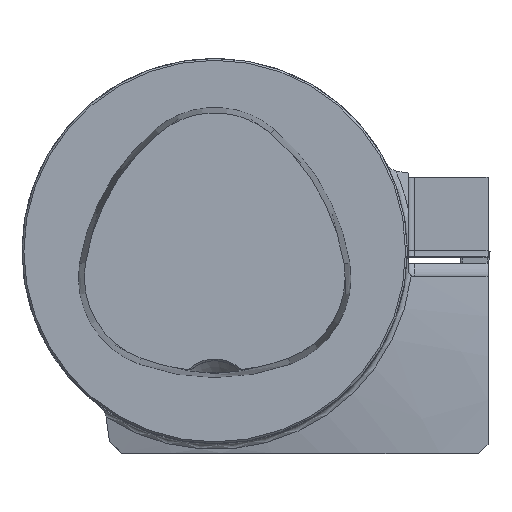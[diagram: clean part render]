
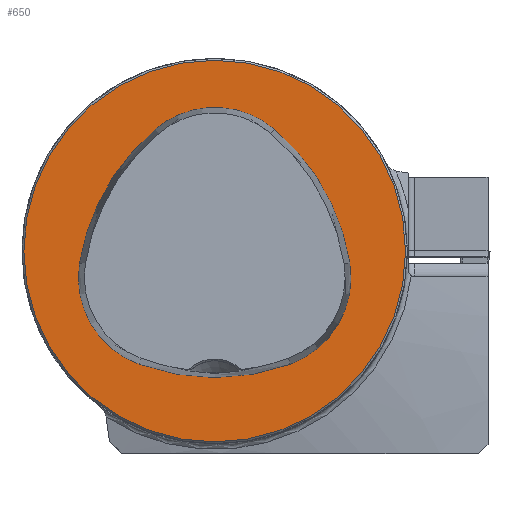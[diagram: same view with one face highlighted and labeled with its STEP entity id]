
A CAD part, top view. The second image highlights one B-rep face of the part: STEP entity #650.
In plain terms, the highlighted planar face has unit normal (0, 0, 1).
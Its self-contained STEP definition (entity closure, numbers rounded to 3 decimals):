
#113=FACE_BOUND('',#891,.T.);
#114=FACE_BOUND('',#892,.T.);
#179=PLANE('',#2332);
#650=ADVANCED_FACE('CU_FL_N1_SU_1',(#113,#114),#179,.T.);
#891=EDGE_LOOP('',(#1243,#1244,#1245,#1246,#1247,#1248));
#892=EDGE_LOOP('',(#1249));
#996=CIRCLE('',#2323,36.075);
#998=CIRCLE('',#2326,36.075);
#999=CIRCLE('',#2327,15.075);
#1000=CIRCLE('',#2328,15.075);
#1001=CIRCLE('',#2329,36.075);
#1002=CIRCLE('',#2330,15.075);
#1003=CIRCLE('',#2331,31.2);
#1243=ORIENTED_EDGE('',*,*,#2013,.F.);
#1244=ORIENTED_EDGE('',*,*,#2014,.F.);
#1245=ORIENTED_EDGE('',*,*,#2006,.F.);
#1246=ORIENTED_EDGE('',*,*,#2015,.F.);
#1247=ORIENTED_EDGE('',*,*,#2016,.F.);
#1248=ORIENTED_EDGE('',*,*,#2017,.F.);
#1249=ORIENTED_EDGE('',*,*,#2018,.T.);
#1771=VERTEX_POINT('',#3691);
#1772=VERTEX_POINT('',#3693);
#1778=VERTEX_POINT('',#3725);
#1779=VERTEX_POINT('',#3726);
#1780=VERTEX_POINT('',#3729);
#1781=VERTEX_POINT('',#3731);
#1782=VERTEX_POINT('',#3734);
#2006=EDGE_CURVE('',#1771,#1772,#996,.T.);
#2013=EDGE_CURVE('',#1778,#1779,#998,.T.);
#2014=EDGE_CURVE('',#1772,#1778,#999,.T.);
#2015=EDGE_CURVE('',#1780,#1771,#1000,.T.);
#2016=EDGE_CURVE('',#1781,#1780,#1001,.T.);
#2017=EDGE_CURVE('',#1779,#1781,#1002,.T.);
#2018=EDGE_CURVE('',#1782,#1782,#1003,.T.);
#2323=AXIS2_PLACEMENT_3D('',#3692,#2666,#2667);
#2326=AXIS2_PLACEMENT_3D('',#3724,#2673,#2674);
#2327=AXIS2_PLACEMENT_3D('',#3727,#2675,#2676);
#2328=AXIS2_PLACEMENT_3D('',#3728,#2677,#2678);
#2329=AXIS2_PLACEMENT_3D('',#3730,#2679,#2680);
#2330=AXIS2_PLACEMENT_3D('',#3732,#2681,#2682);
#2331=AXIS2_PLACEMENT_3D('',#3733,#2683,#2684);
#2332=AXIS2_PLACEMENT_3D('',#3735,#2685,#2686);
#2666=DIRECTION('',(0.,0.,1.));
#2667=DIRECTION('',(-1.,0.,0.));
#2673=DIRECTION('',(0.,0.,1.));
#2674=DIRECTION('',(-1.,0.,0.));
#2675=DIRECTION('',(0.,0.,1.));
#2676=DIRECTION('',(-1.,0.,0.));
#2677=DIRECTION('',(0.,0.,1.));
#2678=DIRECTION('',(-1.,0.,0.));
#2679=DIRECTION('',(0.,0.,1.));
#2680=DIRECTION('',(-1.,0.,0.));
#2681=DIRECTION('',(0.,0.,1.));
#2682=DIRECTION('',(-1.,0.,0.));
#2683=DIRECTION('',(0.,0.,1.));
#2684=DIRECTION('',(-1.,0.,0.));
#2685=DIRECTION('',(0.,0.,1.));
#2686=DIRECTION('',(-1.,0.,0.));
#3691=CARTESIAN_POINT('',(-12.368,-18.489,0.));
#3692=CARTESIAN_POINT('',(0.,15.4,0.));
#3693=CARTESIAN_POINT('',(12.368,-18.489,0.));
#3724=CARTESIAN_POINT('',(-13.535,-7.656,0.));
#3725=CARTESIAN_POINT('',(22.084,-1.937,0.));
#3726=CARTESIAN_POINT('',(9.716,19.927,0.));
#3727=CARTESIAN_POINT('',(7.2,-4.327,0.));
#3728=CARTESIAN_POINT('',(-7.2,-4.327,0.));
#3729=CARTESIAN_POINT('',(-22.084,-1.937,0.));
#3730=CARTESIAN_POINT('',(13.535,-7.656,0.));
#3731=CARTESIAN_POINT('',(-9.716,19.927,0.));
#3732=CARTESIAN_POINT('',(0.,8.4,0.));
#3733=CARTESIAN_POINT('',(0.,0.,0.));
#3734=CARTESIAN_POINT('',(-31.2,0.,0.));
#3735=CARTESIAN_POINT('',(0.,0.,0.));
